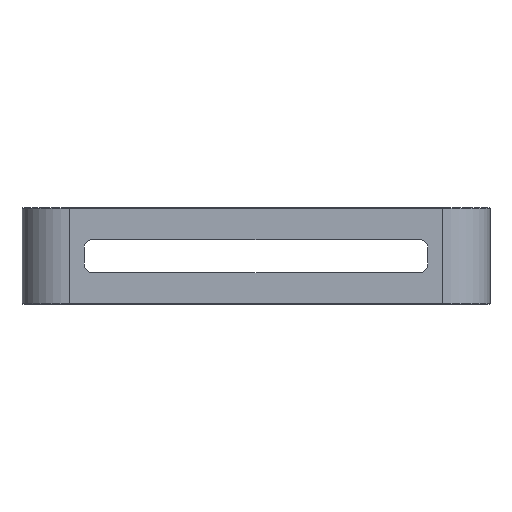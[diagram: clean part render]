
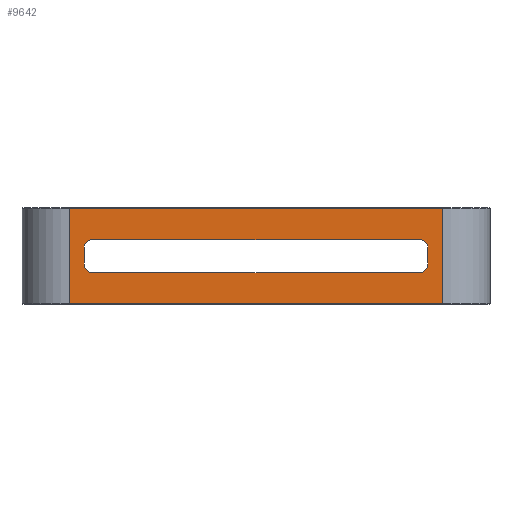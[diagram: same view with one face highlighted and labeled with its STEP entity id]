
A CAD part, front view. The second image highlights one B-rep face of the part: STEP entity #9642.
In plain terms, the highlighted planar face has unit normal (0, -1, 0).
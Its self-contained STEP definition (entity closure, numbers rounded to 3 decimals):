
#420=LINE('',#14879,#1500);
#424=LINE('',#14900,#1504);
#442=LINE('',#14980,#1522);
#445=LINE('',#14996,#1525);
#446=LINE('',#14999,#1526);
#447=LINE('',#15003,#1527);
#448=LINE('',#15007,#1528);
#449=LINE('',#15011,#1529);
#1500=VECTOR('',#11845,10.);
#1504=VECTOR('',#11871,10.);
#1522=VECTOR('',#11947,10.);
#1525=VECTOR('',#11970,10.);
#1526=VECTOR('',#11971,10.);
#1527=VECTOR('',#11974,10.);
#1528=VECTOR('',#11977,10.);
#1529=VECTOR('',#11980,10.);
#2407=FACE_BOUND('',#3091,.T.);
#2554=FACE_OUTER_BOUND('',#3090,.T.);
#3090=EDGE_LOOP('',(#7128,#7129,#7130,#7131));
#3091=EDGE_LOOP('',(#7132,#7133,#7134,#7135,#7136,#7137,#7138,#7139));
#3706=CIRCLE('',#10361,3.);
#3707=CIRCLE('',#10362,3.);
#3708=CIRCLE('',#10363,3.);
#3709=CIRCLE('',#10364,3.);
#4329=VERTEX_POINT('',#14869);
#4331=VERTEX_POINT('',#14875);
#4338=VERTEX_POINT('',#14898);
#4369=VERTEX_POINT('',#14971);
#4375=VERTEX_POINT('',#14997);
#4376=VERTEX_POINT('',#14998);
#4377=VERTEX_POINT('',#15000);
#4378=VERTEX_POINT('',#15002);
#4379=VERTEX_POINT('',#15004);
#4380=VERTEX_POINT('',#15006);
#4381=VERTEX_POINT('',#15008);
#4382=VERTEX_POINT('',#15010);
#5390=EDGE_CURVE('',#4329,#4331,#420,.T.);
#5401=EDGE_CURVE('',#4338,#4329,#424,.T.);
#5441=EDGE_CURVE('',#4369,#4338,#442,.T.);
#5449=EDGE_CURVE('',#4369,#4331,#445,.T.);
#5450=EDGE_CURVE('',#4375,#4376,#446,.T.);
#5451=EDGE_CURVE('',#4376,#4377,#3706,.T.);
#5452=EDGE_CURVE('',#4377,#4378,#447,.T.);
#5453=EDGE_CURVE('',#4378,#4379,#3707,.T.);
#5454=EDGE_CURVE('',#4379,#4380,#448,.T.);
#5455=EDGE_CURVE('',#4380,#4381,#3708,.T.);
#5456=EDGE_CURVE('',#4381,#4382,#449,.T.);
#5457=EDGE_CURVE('',#4382,#4375,#3709,.T.);
#7128=ORIENTED_EDGE('',*,*,#5390,.F.);
#7129=ORIENTED_EDGE('',*,*,#5401,.F.);
#7130=ORIENTED_EDGE('',*,*,#5441,.F.);
#7131=ORIENTED_EDGE('',*,*,#5449,.T.);
#7132=ORIENTED_EDGE('',*,*,#5450,.T.);
#7133=ORIENTED_EDGE('',*,*,#5451,.T.);
#7134=ORIENTED_EDGE('',*,*,#5452,.T.);
#7135=ORIENTED_EDGE('',*,*,#5453,.T.);
#7136=ORIENTED_EDGE('',*,*,#5454,.T.);
#7137=ORIENTED_EDGE('',*,*,#5455,.T.);
#7138=ORIENTED_EDGE('',*,*,#5456,.T.);
#7139=ORIENTED_EDGE('',*,*,#5457,.T.);
#9279=PLANE('',#10360);
#9642=ADVANCED_FACE('',(#2554,#2407),#9279,.T.);
#10360=AXIS2_PLACEMENT_3D('',#14995,#11968,#11969);
#10361=AXIS2_PLACEMENT_3D('',#15001,#11972,#11973);
#10362=AXIS2_PLACEMENT_3D('',#15005,#11975,#11976);
#10363=AXIS2_PLACEMENT_3D('',#15009,#11978,#11979);
#10364=AXIS2_PLACEMENT_3D('',#15012,#11981,#11982);
#11845=DIRECTION('',(-1.,0.,0.));
#11871=DIRECTION('',(0.,0.,-1.));
#11947=DIRECTION('',(1.,0.,0.));
#11968=DIRECTION('center_axis',(0.,-1.,0.));
#11969=DIRECTION('ref_axis',(-1.,0.,0.));
#11970=DIRECTION('',(0.,0.,-1.));
#11971=DIRECTION('',(0.,0.,1.));
#11972=DIRECTION('center_axis',(0.,1.,0.));
#11973=DIRECTION('ref_axis',(0.,0.,
1.));
#11974=DIRECTION('',(1.,0.,0.));
#11975=DIRECTION('center_axis',(0.,1.,0.));
#11976=DIRECTION('ref_axis',(1.,0.,0.));
#11977=DIRECTION('',(0.,0.,-1.));
#11978=DIRECTION('center_axis',(0.,1.,0.));
#11979=DIRECTION('ref_axis',(0.,0.,
-1.));
#11980=DIRECTION('',(-1.,0.,0.));
#11981=DIRECTION('center_axis',(0.,1.,0.));
#11982=DIRECTION('ref_axis',(-1.,0.,0.));
#14869=CARTESIAN_POINT('',(213.165,-37.665,-23.398));
#14875=CARTESIAN_POINT('',(62.835,-37.665,-23.398));
#14879=CARTESIAN_POINT('',(175.583,-37.665,-23.398));
#14898=CARTESIAN_POINT('',(213.165,-37.665,15.203));
#14900=CARTESIAN_POINT('',(213.165,-37.665,15.303));
#14971=CARTESIAN_POINT('',(62.835,-37.665,15.203));
#14980=CARTESIAN_POINT('',(175.583,-37.665,15.203));
#14995=CARTESIAN_POINT('Origin',(213.165,-37.665,15.303));
#14996=CARTESIAN_POINT('',(62.835,-37.665,15.303));
#14997=CARTESIAN_POINT('',(68.95,-37.665,-7.75));
#14998=CARTESIAN_POINT('',(68.95,-37.665,-0.53));
#14999=CARTESIAN_POINT('',(68.95,-37.665,3.776));
#15000=CARTESIAN_POINT('',(71.95,-37.665,2.47));
#15001=CARTESIAN_POINT('Origin',(71.95,-37.665,-0.53));
#15002=CARTESIAN_POINT('',(204.05,-37.665,2.47));
#15003=CARTESIAN_POINT('',(142.558,-37.665,2.47));
#15004=CARTESIAN_POINT('',(207.05,-37.665,-0.53));
#15005=CARTESIAN_POINT('Origin',(204.05,-37.665,-0.53));
#15006=CARTESIAN_POINT('',(207.05,-37.665,-7.75));
#15007=CARTESIAN_POINT('',(207.05,-37.665,7.386));
#15008=CARTESIAN_POINT('',(204.05,-37.665,-10.75));
#15009=CARTESIAN_POINT('Origin',(204.05,-37.665,-7.75));
#15010=CARTESIAN_POINT('',(71.95,-37.665,-10.75));
#15011=CARTESIAN_POINT('',(208.608,-37.665,-10.75));
#15012=CARTESIAN_POINT('Origin',(71.95,-37.665,-7.75));
